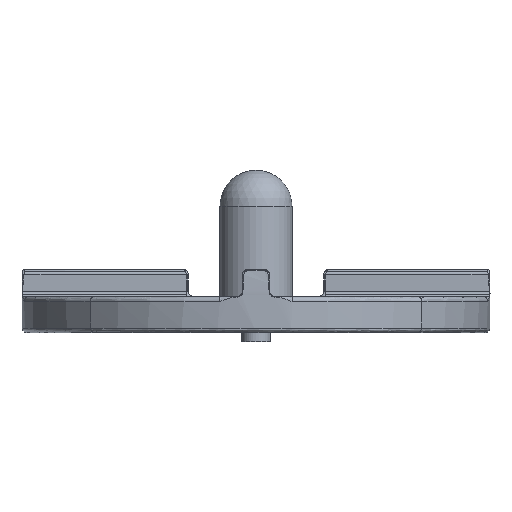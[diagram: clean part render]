
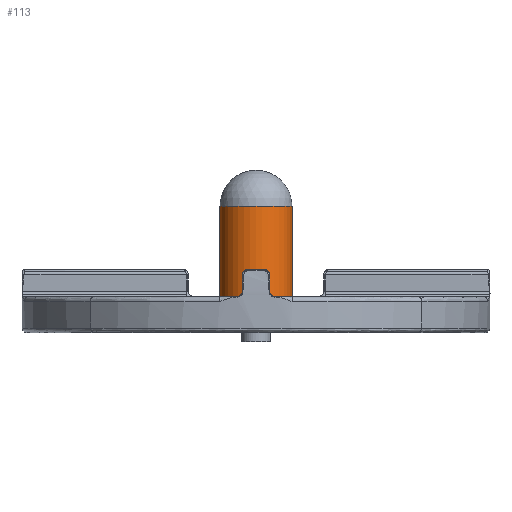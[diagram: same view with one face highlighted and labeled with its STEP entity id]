
A CAD part, front view. The second image highlights one B-rep face of the part: STEP entity #113.
In plain terms, the highlighted cylindrical face has radius 40 mm (diameter 80 mm), a partial arc.
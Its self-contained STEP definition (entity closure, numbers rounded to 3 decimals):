
#113 = ADVANCED_FACE( '', ( #309 ), #310, .T. );
#309 = FACE_OUTER_BOUND( '', #625, .T. );
#310 = CYLINDRICAL_SURFACE( '', #626, 40. );
#625 = EDGE_LOOP( '', ( #6395, #6396, #6397, #6398 ) );
#626 = AXIS2_PLACEMENT_3D( '', #6399, #6400, #6401 );
#6395 = ORIENTED_EDGE( '', *, *, #7468, .T. );
#6396 = ORIENTED_EDGE( '', *, *, #7480, .F. );
#6397 = ORIENTED_EDGE( '', *, *, #7470, .T. );
#6398 = ORIENTED_EDGE( '', *, *, #7481, .F. );
#6399 = CARTESIAN_POINT( '', ( 0., 0., 100. ) );
#6400 = DIRECTION( '', ( 0., 0., -1. ) );
#6401 = DIRECTION( '', ( 1., 0., 0. ) );
#7468 = EDGE_CURVE( '', #7962, #7963, #7964, .T. );
#7470 = EDGE_CURVE( '', #7967, #7965, #7968, .T. );
#7480 = EDGE_CURVE( '', #7967, #7963, #7983, .T. );
#7481 = EDGE_CURVE( '', #7962, #7965, #7984, .T. );
#7962 = VERTEX_POINT( '', #9101 );
#7963 = VERTEX_POINT( '', #9102 );
#7964 = LINE( '', #9103, #9104 );
#7965 = VERTEX_POINT( '', #9105 );
#7967 = VERTEX_POINT( '', #9107 );
#7968 = LINE( '', #9108, #9109 );
#7983 = CIRCLE( '', #9126, 40. );
#7984 = CIRCLE( '', #9127, 40. );
#9101 = CARTESIAN_POINT( '', ( 40., 0., 50. ) );
#9102 = CARTESIAN_POINT( '', ( 40., 0., 150. ) );
#9103 = CARTESIAN_POINT( '', ( 40., 0., 100. ) );
#9104 = VECTOR( '', #11558, 1. );
#9105 = CARTESIAN_POINT( '', ( -40., 0., 50. ) );
#9107 = CARTESIAN_POINT( '', ( -40., 0., 150. ) );
#9108 = CARTESIAN_POINT( '', ( -40., 0., 100. ) );
#9109 = VECTOR( '', #11562, 1. );
#9126 = AXIS2_PLACEMENT_3D( '', #11586, #11587, #11588 );
#9127 = AXIS2_PLACEMENT_3D( '', #11589, #11590, #11591 );
#11558 = DIRECTION( '', ( 0., 0., 1. ) );
#11562 = DIRECTION( '', ( 0., 0., -1. ) );
#11586 = CARTESIAN_POINT( '', ( 0., 0., 150. ) );
#11587 = DIRECTION( '', ( 0., 0., 1. ) );
#11588 = DIRECTION( '', ( 1., 0., 0. ) );
#11589 = CARTESIAN_POINT( '', ( 0., 0., 50. ) );
#11590 = DIRECTION( '', ( 0., 0., -1. ) );
#11591 = DIRECTION( '', ( 1., 0., 0. ) );
